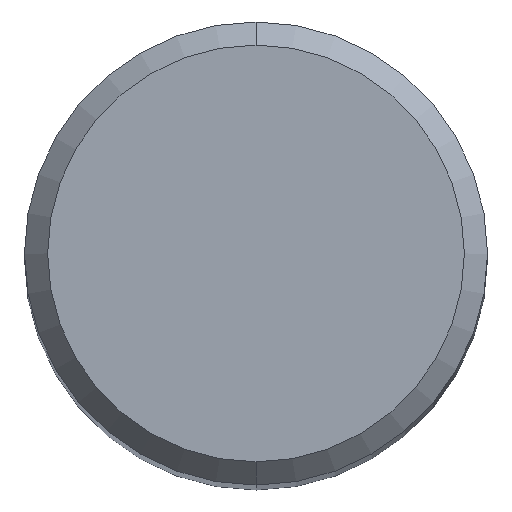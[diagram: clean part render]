
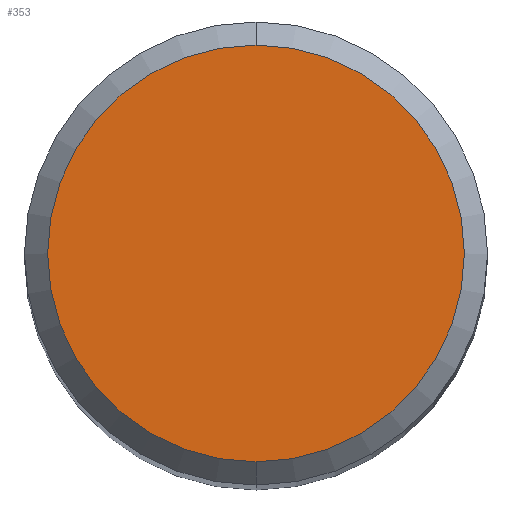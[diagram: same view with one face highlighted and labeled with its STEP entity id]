
A CAD part, top view. The second image highlights one B-rep face of the part: STEP entity #353.
In plain terms, the highlighted planar face has unit normal (0, 0, 1).
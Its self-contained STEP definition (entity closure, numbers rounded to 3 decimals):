
#183=EDGE_CURVE('',#355,#237,#490,.T.);
#237=VERTEX_POINT('',#551);
#333=EDGE_CURVE('',#237,#355,#659,.T.);
#353=ADVANCED_FACE('',(#681),#682,.T.);
#355=VERTEX_POINT('',#684);
#490=CIRCLE('',#822,3.6);
#551=CARTESIAN_POINT('',(0.0,3.6,0.0));
#659=CIRCLE('',#1112,3.6);
#681=FACE_OUTER_BOUND('',#1190,.T.);
#682=PLANE('',#1191);
#684=CARTESIAN_POINT('',(0.,-3.6,0.0));
#822=AXIS2_PLACEMENT_3D('',#1458,#1459,#1460);
#1112=AXIS2_PLACEMENT_3D('',#1672,#1673,#1674);
#1190=EDGE_LOOP('',(#1695,#1696));
#1191=AXIS2_PLACEMENT_3D('',#1697,#1698,#1699);
#1458=CARTESIAN_POINT('',(0.0,0.0,0.0));
#1459=DIRECTION('',(0.0,0.0,-1.0));
#1460=DIRECTION('',(0.0,1.0,0.0));
#1672=CARTESIAN_POINT('',(0.0,0.0,0.0));
#1673=DIRECTION('',(0.0,0.0,-1.0));
#1674=DIRECTION('',(0.0,1.0,0.0));
#1695=ORIENTED_EDGE('',*,*,#333,.F.);
#1696=ORIENTED_EDGE('',*,*,#183,.F.);
#1697=CARTESIAN_POINT('',(0.0,1.8,0.0));
#1698=DIRECTION('',(-0.0,0.0,1.0));
#1699=DIRECTION('',(0.0,-1.0,0.0));
